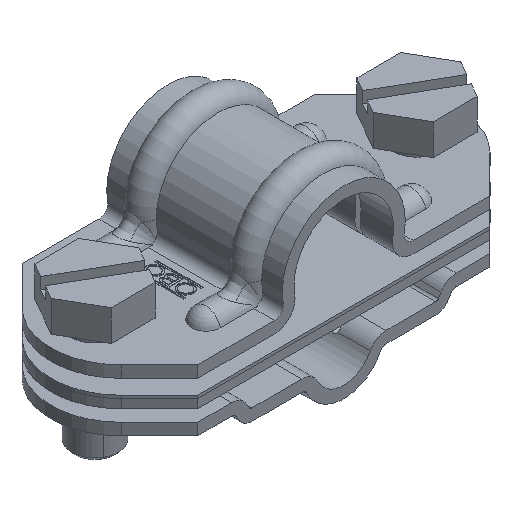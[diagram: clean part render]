
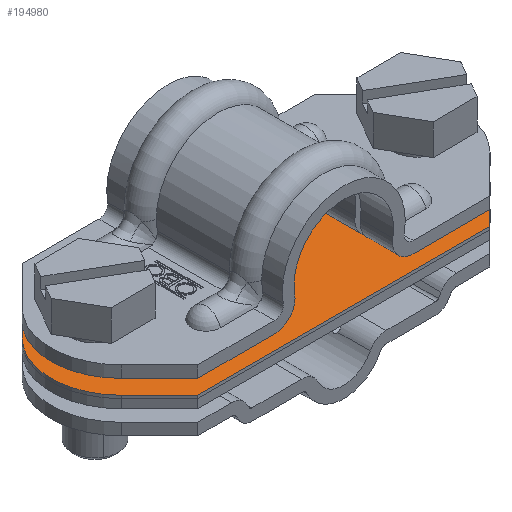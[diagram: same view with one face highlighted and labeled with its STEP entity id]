
A CAD part, isometric view. The second image highlights one B-rep face of the part: STEP entity #194980.
In plain terms, the highlighted face is planar.
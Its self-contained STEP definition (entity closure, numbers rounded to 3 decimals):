
#193950=CARTESIAN_POINT('',(112.031,52.963,18.373))
;
#193960=DIRECTION('',(0.,0.,1.));
#193970=DIRECTION('',(1.,0.,0.));
#193980=AXIS2_PLACEMENT_3D('',#193950,#193960,#193970);
#193990=PLANE('',#193980);
#194000=CARTESIAN_POINT('',(112.257,60.568,18.373));
#194010=DIRECTION('',(-0.707,0.707,0.));
#194020=VECTOR('',#194010,1.);
#194030=LINE('',#194000,#194020);
#194040=CARTESIAN_POINT('',(118.771,54.053,18.373)
);
#194050=VERTEX_POINT('',#194040);
#194060=CARTESIAN_POINT('',(112.257,60.568,18.373));
#194070=VERTEX_POINT('',#194060);
#194080=EDGE_CURVE('',#194050,#194070,#194030,.T.);
#194090=ORIENTED_EDGE('',*,*,#194080,.F.);
#194100=CARTESIAN_POINT('',(112.031,60.568,18.373));
#194110=DIRECTION('',(-1.,0.,0.));
#194120=VECTOR('',#194110,1.);
#194130=LINE('',#194100,#194120);
#194140=CARTESIAN_POINT('',(62.316,60.568,18.373));
#194150=VERTEX_POINT('',#194140);
#194160=EDGE_CURVE('',#194070,#194150,#194130,.T.);
#194170=ORIENTED_EDGE('',*,*,#194160,.F.);
#194180=CARTESIAN_POINT('',(62.316,60.568,18.373));
#194190=DIRECTION('',(-0.707,-0.707,0.));
#194200=VECTOR('',#194190,1.);
#194210=LINE('',#194180,#194200);
#194220=CARTESIAN_POINT('',(55.801,54.053,18.373)
);
#194230=VERTEX_POINT('',#194220);
#194240=EDGE_CURVE('',#194150,#194230,#194210,.T.);
#194250=ORIENTED_EDGE('',*,*,#194240,.F.);
#194260=CARTESIAN_POINT('',(64.286,45.568,18.373));
#194270=DIRECTION('',(0.,0.,-1.));
#194280=DIRECTION('',(1.,0.,0.));
#194290=AXIS2_PLACEMENT_3D('',#194260,#194270,#194280);
#194300=CIRCLE('',#194290,12.);
#194310=CARTESIAN_POINT('',(55.801,37.083,18.373)
);
#194320=VERTEX_POINT('',#194310);
#194330=EDGE_CURVE('',#194320,#194230,#194300,.T.);
#194340=ORIENTED_EDGE('',*,*,#194330,.T.);
#194350=CARTESIAN_POINT('',(32.316,60.568,18.373));
#194360=DIRECTION('',(0.707,-0.707,0.));
#194370=VECTOR('',#194360,1.);
#194380=LINE('',#194350,#194370);
#194390=CARTESIAN_POINT('',(62.316,30.568,18.373));
#194400=VERTEX_POINT('',#194390);
#194410=EDGE_CURVE('',#194320,#194400,#194380,.T.);
#194420=ORIENTED_EDGE('',*,*,#194410,.F.);
#194430=CARTESIAN_POINT('',(87.286,30.568,18.373));
#194440=DIRECTION('',(1.,0.,0.));
#194450=VECTOR('',#194440,1.);
#194460=LINE('',#194430,#194450);
#194470=CARTESIAN_POINT('',(112.257,30.568,18.373));
#194480=VERTEX_POINT('',#194470);
#194490=EDGE_CURVE('',#194400,#194480,#194460,.T.);
#194500=ORIENTED_EDGE('',*,*,#194490,.F.);
#194510=CARTESIAN_POINT('',(87.286,5.598,18.373));
#194520=DIRECTION('',(0.707,0.707,0.));
#194530=VECTOR('',#194520,1.);
#194540=LINE('',#194510,#194530);
#194550=CARTESIAN_POINT('',(118.771,37.083,18.373)
);
#194560=VERTEX_POINT('',#194550);
#194570=EDGE_CURVE('',#194480,#194560,#194540,.T.);
#194580=ORIENTED_EDGE('',*,*,#194570,.F.);
#194590=CARTESIAN_POINT('',(110.286,45.568,18.373));
#194600=DIRECTION('',(0.,0.,-1.));
#194610=DIRECTION('',(1.,0.,0.));
#194620=AXIS2_PLACEMENT_3D('',#194590,#194600,#194610);
#194630=CIRCLE('',#194620,12.);
#194640=EDGE_CURVE('',#194050,#194560,#194630,.T.);
#194650=ORIENTED_EDGE('',*,*,#194640,.T.);
#194660=EDGE_LOOP('',(#194650,#194580,#194500,#194420,#194340,#194250,
#194170,#194090));
#194670=FACE_OUTER_BOUND('',#194660,.T.);
#194680=CARTESIAN_POINT('',(114.786,45.568,18.373));
#194690=DIRECTION('',(0.,0.,1.));
#194700=DIRECTION('',(1.,0.,0.));
#194710=AXIS2_PLACEMENT_3D('',#194680,#194690,#194700);
#194720=CIRCLE('',#194710,4.25);
#194730=CARTESIAN_POINT('',(119.036,45.568,18.373));
#194740=VERTEX_POINT('',#194730);
#194750=CARTESIAN_POINT('',(110.536,45.568,18.373));
#194760=VERTEX_POINT('',#194750);
#194770=EDGE_CURVE('',#194740,#194760,#194720,.T.);
#194780=ORIENTED_EDGE('',*,*,#194770,.T.);
#194790=EDGE_CURVE('',#194760,#194740,#194720,.T.);
#194800=ORIENTED_EDGE('',*,*,#194790,.T.);
#194810=EDGE_LOOP('',(#194800,#194780));
#194820=FACE_BOUND('',#194810,.T.);
#194830=CARTESIAN_POINT('',(59.786,45.568,18.373));
#194840=DIRECTION('',(0.,0.,1.));
#194850=DIRECTION('',(1.,0.,0.));
#194860=AXIS2_PLACEMENT_3D('',#194830,#194840,#194850);
#194870=CIRCLE('',#194860,4.25);
#194880=CARTESIAN_POINT('',(64.036,45.568,18.373));
#194890=VERTEX_POINT('',#194880);
#194900=CARTESIAN_POINT('',(55.536,45.568,18.373));
#194910=VERTEX_POINT('',#194900);
#194920=EDGE_CURVE('',#194890,#194910,#194870,.T.);
#194930=ORIENTED_EDGE('',*,*,#194920,.T.);
#194940=EDGE_CURVE('',#194910,#194890,#194870,.T.);
#194950=ORIENTED_EDGE('',*,*,#194940,.T.);
#194960=EDGE_LOOP('',(#194950,#194930));
#194970=FACE_BOUND('',#194960,.T.);
#194980=ADVANCED_FACE('',(#194670,#194820,#194970),#193990,.F.);
